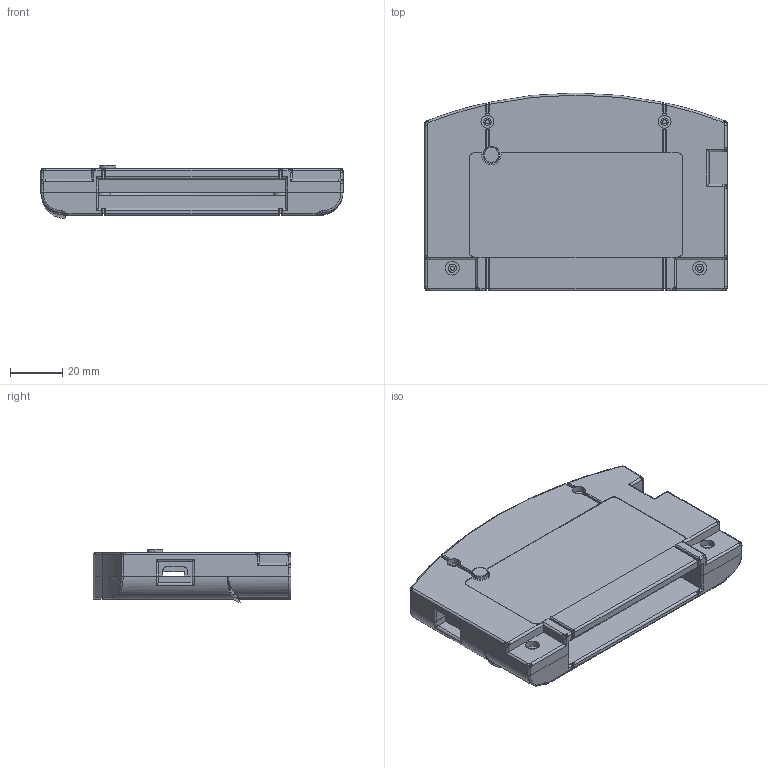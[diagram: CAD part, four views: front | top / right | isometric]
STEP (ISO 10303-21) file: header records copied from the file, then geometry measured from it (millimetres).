
FILE_DESCRIPTION((''),'2;1');
FILE_NAME('ASM0001_ASM','2024-07-02T',('Administrator'),(''),'PRO/ENGINEER BY PARAMETRIC TECHNOLOGY CORPORATION, 2015240','PRO/ENGINEER BY PARAMETRIC TECHNOLOGY CORPORATION, 2015240','');
FILE_SCHEMA(('CONFIG_CONTROL_DESIGN','SHAPE_APPEARANCE_LAYERS_GROUPS'));
Length unit declared in the file: millimetre
Products named in the file (4): SC64_SHELL_BACK-DRAFTED; SC64_SHELL_BUTTON-20240702; SC64_SHELL_FRONT-DRAFTED; ASM0001_ASM
Assembly tree (3 placements, depth 2):
  ASM0001_ASM
    SC64_SHELL_BACK-DRAFTED
    SC64_SHELL_BUTTON-20240702
    SC64_SHELL_FRONT-DRAFTED
Bounding box: 116 x 76 x 20.38 mm (x, y, z)
Volume: 27478.6 mm3; surface area: 46934.2 mm2
Topology: 2 solids, 3 shells, 616 faces, 1756 edges, 1156 vertices
Faces by surface type: plane 328, cylinder 128, bspline 104, cone 42, torus 14
Entity records: 27513 total; most frequent: CARTESIAN_POINT 8647, ORIENTED_EDGE 3499, DIRECTION 2928, EDGE_CURVE 1752, VERTEX_POINT 1156, PRESENTATION_STYLE_ASSIGNMENT 1062, STYLED_ITEM 1062, CURVE_STYLE 1060
